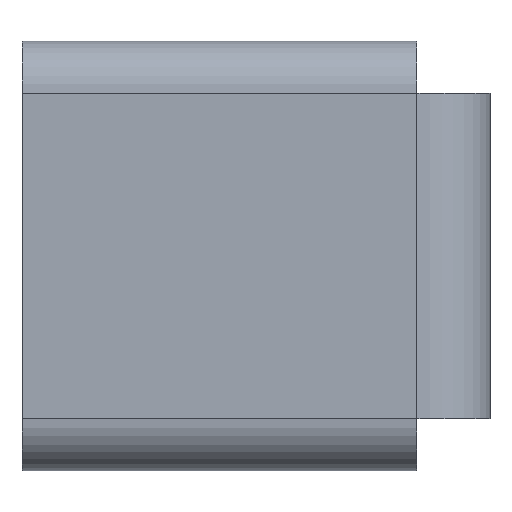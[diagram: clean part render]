
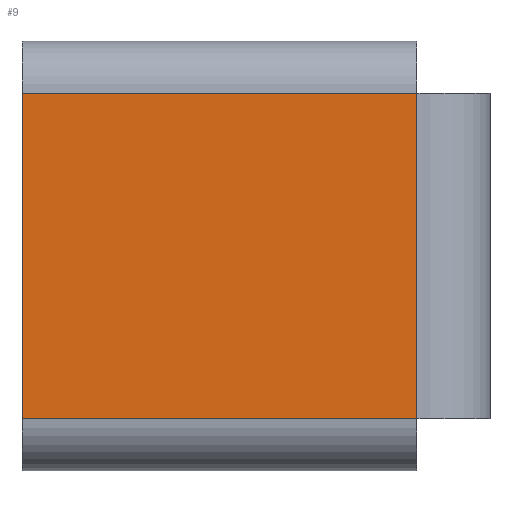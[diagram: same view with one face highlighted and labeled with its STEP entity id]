
A CAD part, left-side view. The second image highlights one B-rep face of the part: STEP entity #9.
In plain terms, the highlighted planar face has unit normal (-1, 0, 0).
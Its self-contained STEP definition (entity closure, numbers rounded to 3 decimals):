
#9 = ADVANCED_FACE ( 'NONE', ( #2930 ), #151, .T. ) ;
#151 = PLANE ( 'NONE',  #912 ) ;
#306 = CARTESIAN_POINT ( 'NONE',  ( -3.25, 4.03, 1.4 ) ) ;
#337 = CARTESIAN_POINT ( 'NONE',  ( -3.25, 0.63, 1.4 ) ) ;
#343 = CARTESIAN_POINT ( 'NONE',  ( -3.25, 4.03, -1.4 ) ) ;
#377 = VECTOR ( 'NONE', #3311, 1000. ) ;
#480 = VERTEX_POINT ( 'NONE', #343 ) ;
#501 = CARTESIAN_POINT ( 'NONE',  ( -3.25, 0.63, 1.4 ) ) ;
#524 = EDGE_CURVE ( 'NONE', #480, #2734, #2379, .T. ) ;
#680 = ORIENTED_EDGE ( 'NONE', *, *, #3641, .T. ) ;
#846 = VECTOR ( 'NONE', #3561, 1000. ) ;
#912 = AXIS2_PLACEMENT_3D ( 'NONE', #1374, #1405, #1114 ) ;
#1114 = DIRECTION ( 'NONE',  ( 0., 0., 1. ) ) ;
#1150 = VECTOR ( 'NONE', #1752, 1000. ) ;
#1165 = LINE ( 'NONE', #3665, #2365 ) ;
#1229 = ORIENTED_EDGE ( 'NONE', *, *, #3161, .T. ) ;
#1290 = LINE ( 'NONE', #501, #377 ) ;
#1374 = CARTESIAN_POINT ( 'NONE',  ( -3.25, 0.63, 0. ) ) ;
#1405 = DIRECTION ( 'NONE',  ( -1., 0., 0. ) ) ;
#1458 = CARTESIAN_POINT ( 'NONE',  ( -3.25, 0.63, 0. ) ) ;
#1582 = ORIENTED_EDGE ( 'NONE', *, *, #2201, .F. ) ;
#1752 = DIRECTION ( 'NONE',  ( 0., 0., 1. ) ) ;
#2099 = ORIENTED_EDGE ( 'NONE', *, *, #524, .F. ) ;
#2168 = VERTEX_POINT ( 'NONE', #2655 ) ;
#2201 = EDGE_CURVE ( 'NONE', #2168, #480, #1165, .T. ) ;
#2365 = VECTOR ( 'NONE', #3691, 1000. ) ;
#2379 = LINE ( 'NONE', #3867, #846 ) ;
#2655 = CARTESIAN_POINT ( 'NONE',  ( -3.25, 0.63, -1.4 ) ) ;
#2734 = VERTEX_POINT ( 'NONE', #306 ) ;
#2809 = LINE ( 'NONE', #1458, #1150 ) ;
#2930 = FACE_OUTER_BOUND ( 'NONE', #4049, .T. ) ;
#3161 = EDGE_CURVE ( 'NONE', #2168, #3342, #2809, .T. ) ;
#3311 = DIRECTION ( 'NONE',  ( 0., 1., 0. ) ) ;
#3342 = VERTEX_POINT ( 'NONE', #337 ) ;
#3561 = DIRECTION ( 'NONE',  ( 0., 0., 1. ) ) ;
#3641 = EDGE_CURVE ( 'NONE', #3342, #2734, #1290, .T. ) ;
#3665 = CARTESIAN_POINT ( 'NONE',  ( -3.25, 0.63, -1.4 ) ) ;
#3691 = DIRECTION ( 'NONE',  ( 0., 1., 0. ) ) ;
#3867 = CARTESIAN_POINT ( 'NONE',  ( -3.25, 4.03, 0. ) ) ;
#4049 = EDGE_LOOP ( 'NONE', ( #2099, #1582, #1229, #680 ) ) ;
